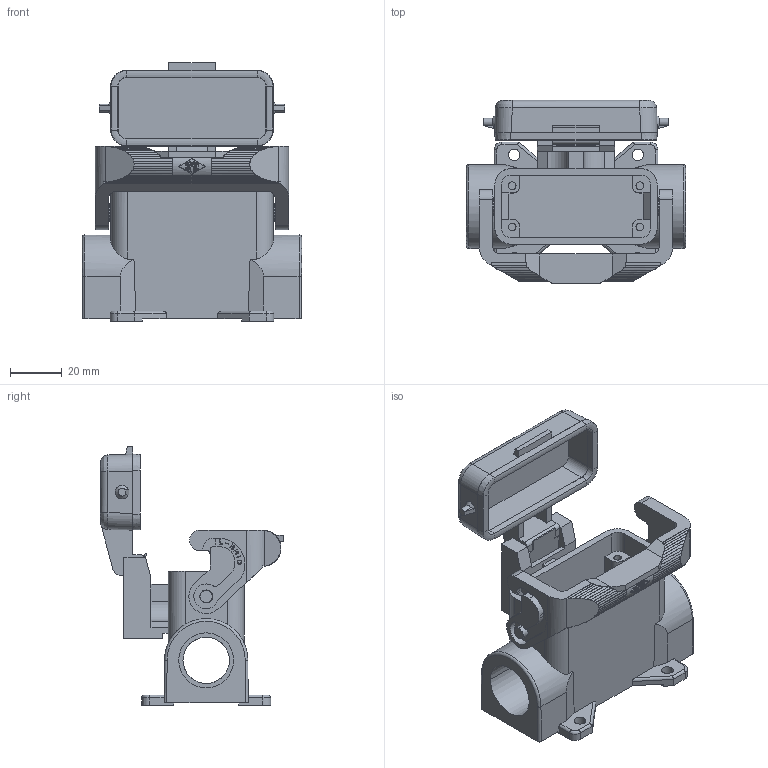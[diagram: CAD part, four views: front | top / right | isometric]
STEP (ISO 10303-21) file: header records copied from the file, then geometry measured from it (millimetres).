
FILE_DESCRIPTION(('Creo Elements/Direct Modeling STEP Export'),'2;1');
FILE_NAME('0ln7tug4lo7j2q34236','2018-11-16T15:12:22',(''),(''),'PTC Creo Elements/Direct Modeling STEP processor for AP214 (Solid Model)','PTC Creo Elements/Direct Modeling 19.0E 27-Jun-2016 (C) Parametric Technology GmbH','');
FILE_SCHEMA(('AUTOMOTIVE_DESIGN { 1 0 10303 214 1 1 1 1 }'));
Length unit declared in the file: millimetre
Products named in the file (2): CZP_15_LS2
Assembly tree (1 placements, depth 2):
  CZP_15_LS2
    CZP_15_LS2
Bounding box: 85 x 71 x 100.4 mm (x, y, z)
Volume: 79428.8 mm3; surface area: 47173.7 mm2
Topology: 1 solids, 1 shells, 538 faces, 1737 edges, 1251 vertices
Faces by surface type: plane 307, cylinder 197, cone 18, torus 12, bspline 4
Entity records: 27273 total; most frequent: CARTESIAN_POINT 8511, ORIENTED_EDGE 3474, DIRECTION 2897, EDGE_CURVE 1737, VERTEX_POINT 1251, VECTOR 1181, LINE 1181, AXIS2_PLACEMENT_3D 858
